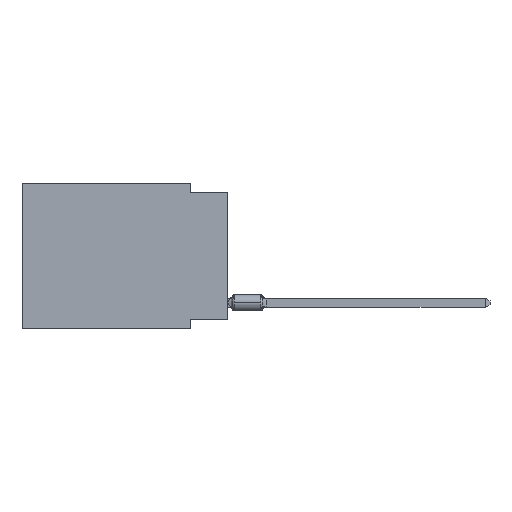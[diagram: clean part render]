
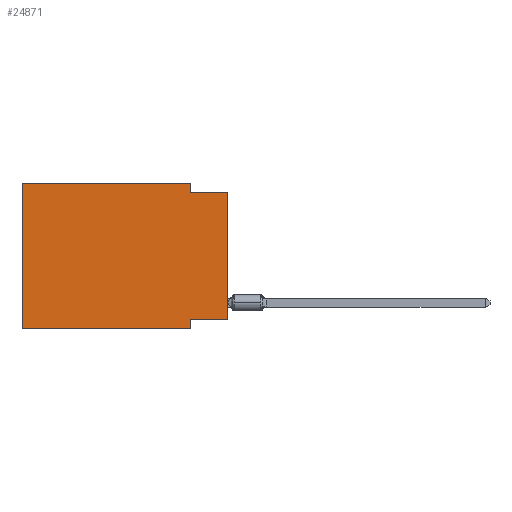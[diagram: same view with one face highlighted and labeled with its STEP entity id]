
A CAD part, left-side view. The second image highlights one B-rep face of the part: STEP entity #24871.
In plain terms, the highlighted planar face has unit normal (-1, 0, 0).
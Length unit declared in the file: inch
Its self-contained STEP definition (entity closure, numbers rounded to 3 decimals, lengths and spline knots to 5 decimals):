
#37 = VERTEX_POINT ( 'NONE', #11985 ) ;
#715 = LINE ( 'NONE', #18479, #5411 ) ;
#726 = LINE ( 'NONE', #9743, #28779 ) ;
#790 = ORIENTED_EDGE ( 'NONE', *, *, #18743, .F. ) ;
#851 = CARTESIAN_POINT ( 'NONE',  ( 0., 0., -0.365 ) ) ;
#1335 = CARTESIAN_POINT ( 'NONE',  ( 0., 0.1, -0.025 ) ) ;
#1384 = VERTEX_POINT ( 'NONE', #28315 ) ;
#1489 = VERTEX_POINT ( 'NONE', #8757 ) ;
#1917 = CARTESIAN_POINT ( 'NONE',  ( 0., 0.1, -0.365 ) ) ;
#2260 = EDGE_CURVE ( 'NONE', #11036, #37, #24645, .T. ) ;
#3810 = LINE ( 'NONE', #23940, #13168 ) ;
#3879 = DIRECTION ( 'NONE',  ( 0., 0., -1. ) ) ;
#4105 = VECTOR ( 'NONE', #12127, 39.37008 ) ;
#4167 = ORIENTED_EDGE ( 'NONE', *, *, #17775, .F. ) ;
#4262 = EDGE_CURVE ( 'NONE', #17412, #10223, #14790, .T. ) ;
#5411 = VECTOR ( 'NONE', #27499, 39.37008 ) ;
#5439 = LINE ( 'NONE', #851, #10974 ) ;
#5657 = ORIENTED_EDGE ( 'NONE', *, *, #16130, .T. ) ;
#6284 = ORIENTED_EDGE ( 'NONE', *, *, #4262, .F. ) ;
#6444 = CARTESIAN_POINT ( 'NONE',  ( 0., 0.1, 0. ) ) ;
#6670 = ORIENTED_EDGE ( 'NONE', *, *, #25373, .F. ) ;
#7641 = EDGE_LOOP ( 'NONE', ( #5657, #9337, #6670, #18233, #6284, #12314, #790, #4167 ) ) ;
#8757 = CARTESIAN_POINT ( 'NONE',  ( 0., 0.1, 0. ) ) ;
#8784 = VECTOR ( 'NONE', #20194, 39.37008 ) ;
#9337 = ORIENTED_EDGE ( 'NONE', *, *, #2260, .F. ) ;
#9743 = CARTESIAN_POINT ( 'NONE',  ( 0., 0., 0. ) ) ;
#9869 = DIRECTION ( 'NONE',  ( 0., 1., 0. ) ) ;
#10163 = CARTESIAN_POINT ( 'NONE',  ( 0., 0.55, 0. ) ) ;
#10223 = VERTEX_POINT ( 'NONE', #10163 ) ;
#10974 = VECTOR ( 'NONE', #9869, 39.37008 ) ;
#11036 = VERTEX_POINT ( 'NONE', #1335 ) ;
#11339 = EDGE_CURVE ( 'NONE', #10223, #1489, #715, .T. ) ;
#11985 = CARTESIAN_POINT ( 'NONE',  ( 0., 0., -0.025 ) ) ;
#12127 = DIRECTION ( 'NONE',  ( 0., 0., 1. ) ) ;
#12314 = ORIENTED_EDGE ( 'NONE', *, *, #14441, .T. ) ;
#13168 = VECTOR ( 'NONE', #24917, 39.37008 ) ;
#13530 = CARTESIAN_POINT ( 'NONE',  ( 0., 0., -0.025 ) ) ;
#14441 = EDGE_CURVE ( 'NONE', #17412, #1384, #3810, .T. ) ;
#14790 = LINE ( 'NONE', #23824, #4105 ) ;
#14987 = LINE ( 'NONE', #21646, #16220 ) ;
#16130 = EDGE_CURVE ( 'NONE', #19295, #37, #726, .T. ) ;
#16176 = CARTESIAN_POINT ( 'NONE',  ( 0., 0., -0.365 ) ) ;
#16220 = VECTOR ( 'NONE', #3879, 39.37008 ) ;
#16591 = FACE_OUTER_BOUND ( 'NONE', #7641, .T. ) ;
#17412 = VERTEX_POINT ( 'NONE', #27698 ) ;
#17775 = EDGE_CURVE ( 'NONE', #19295, #22448, #5439, .T. ) ;
#18233 = ORIENTED_EDGE ( 'NONE', *, *, #11339, .F. ) ;
#18479 = CARTESIAN_POINT ( 'NONE',  ( 0., 0.55, 0. ) ) ;
#18743 = EDGE_CURVE ( 'NONE', #22448, #1384, #14987, .T. ) ;
#18789 = DIRECTION ( 'NONE',  ( 0., 0., 1. ) ) ;
#19295 = VERTEX_POINT ( 'NONE', #16176 ) ;
#19762 = LINE ( 'NONE', #6444, #25888 ) ;
#20194 = DIRECTION ( 'NONE',  ( 0., -1., 0. ) ) ;
#21169 = DIRECTION ( 'NONE',  ( 0., 0., -1. ) ) ;
#21646 = CARTESIAN_POINT ( 'NONE',  ( 0., 0.1, -0.39 ) ) ;
#22448 = VERTEX_POINT ( 'NONE', #1917 ) ;
#23553 = DIRECTION ( 'NONE',  ( 1., 0., 0. ) ) ;
#23824 = CARTESIAN_POINT ( 'NONE',  ( 0., 0.55, 0. ) ) ;
#23940 = CARTESIAN_POINT ( 'NONE',  ( 0., 0.55, -0.39 ) ) ;
#24645 = LINE ( 'NONE', #13530, #8784 ) ;
#24871 = ADVANCED_FACE ( 'NONE', ( #16591 ), #28259, .F. ) ;
#24917 = DIRECTION ( 'NONE',  ( 0., -1., 0. ) ) ;
#25373 = EDGE_CURVE ( 'NONE', #1489, #11036, #19762, .T. ) ;
#25621 = CARTESIAN_POINT ( 'NONE',  ( 0., 0.55, 0. ) ) ;
#25888 = VECTOR ( 'NONE', #28782, 39.37008 ) ;
#27258 = AXIS2_PLACEMENT_3D ( 'NONE', #25621, #23553, #21169 ) ;
#27499 = DIRECTION ( 'NONE',  ( 0., -1., 0. ) ) ;
#27698 = CARTESIAN_POINT ( 'NONE',  ( 0., 0.55, -0.39 ) ) ;
#28259 = PLANE ( 'NONE',  #27258 ) ;
#28315 = CARTESIAN_POINT ( 'NONE',  ( 0., 0.1, -0.39 ) ) ;
#28779 = VECTOR ( 'NONE', #18789, 39.37008 ) ;
#28782 = DIRECTION ( 'NONE',  ( 0., 0., -1. ) ) ;
